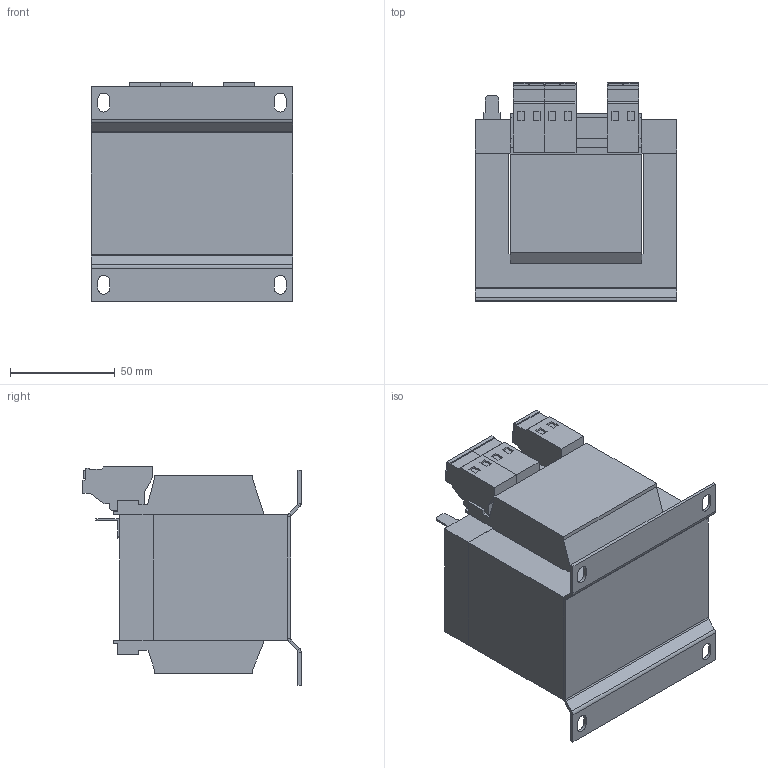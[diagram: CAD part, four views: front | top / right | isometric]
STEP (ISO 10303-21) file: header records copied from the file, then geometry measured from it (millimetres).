
FILE_DESCRIPTION (( 'STEP AP214' ), '1' );
FILE_NAME ('226807.STEP', '2020-07-03T06:01:35', ( '' ), ( '' ), 'SwSTEP 2.0', 'SolidWorks 2018', '' );
FILE_SCHEMA (( 'AUTOMOTIVE_DESIGN' ));
Length unit declared in the file: millimetre
Products named in the file (1): 226807
Bounding box: 96 x 104 x 104.05 mm (x, y, z)
Volume: 613494.7 mm3; surface area: 83605.1 mm2
Topology: 1 solids, 1 shells, 279 faces, 731 edges, 470 vertices
Faces by surface type: plane 247, cylinder 32
Entity records: 8451 total; most frequent: CARTESIAN_POINT 1481, ORIENTED_EDGE 1462, DIRECTION 1355, EDGE_CURVE 731, LINE 667, VECTOR 667, VERTEX_POINT 470, AXIS2_PLACEMENT_3D 344
